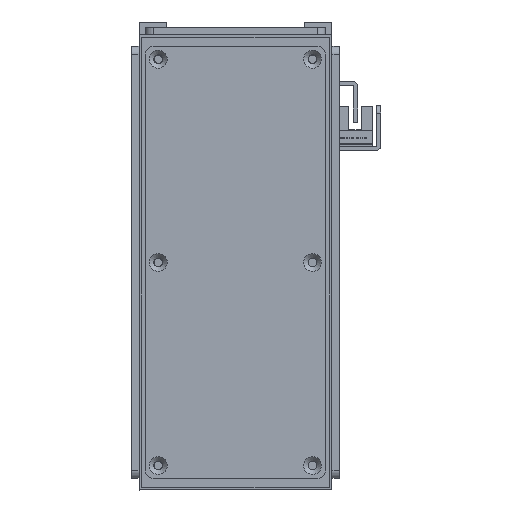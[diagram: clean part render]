
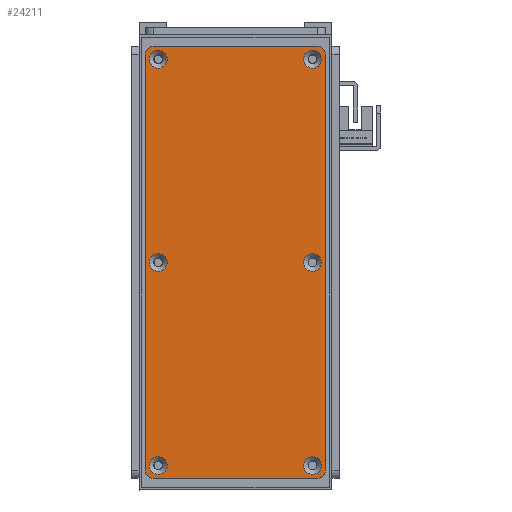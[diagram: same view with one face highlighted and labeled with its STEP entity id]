
A CAD part, left-side view. The second image highlights one B-rep face of the part: STEP entity #24211.
In plain terms, the highlighted face is planar.
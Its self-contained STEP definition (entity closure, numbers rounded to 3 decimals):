
#966=PLANE('',#27094);
#1424=FACE_BOUND('',#4978,.T.);
#1425=FACE_BOUND('',#4979,.T.);
#1426=FACE_BOUND('',#4980,.T.);
#1427=FACE_BOUND('',#4981,.T.);
#1428=FACE_BOUND('',#4982,.T.);
#1429=FACE_BOUND('',#4983,.T.);
#3291=FACE_OUTER_BOUND('',#4977,.T.);
#4977=EDGE_LOOP('',(#22292,#22293,#22294,#22295,#22296,#22297,#22298,#22299));
#4978=EDGE_LOOP('',(#22300));
#4979=EDGE_LOOP('',(#22301));
#4980=EDGE_LOOP('',(#22302));
#4981=EDGE_LOOP('',(#22303));
#4982=EDGE_LOOP('',(#22304));
#4983=EDGE_LOOP('',(#22305));
#6999=LINE('',#41654,#9062);
#7002=LINE('',#41662,#9065);
#7005=LINE('',#41670,#9068);
#7008=LINE('',#41677,#9071);
#9062=VECTOR('',#33872,10.);
#9065=VECTOR('',#33881,10.);
#9068=VECTOR('',#33890,10.);
#9071=VECTOR('',#33899,10.);
#10411=CIRCLE('',#27048,3.45);
#10414=CIRCLE('',#27053,3.45);
#10417=CIRCLE('',#27058,3.45);
#10420=CIRCLE('',#27063,3.45);
#10423=CIRCLE('',#27068,3.45);
#10426=CIRCLE('',#27073,3.45);
#10433=CIRCLE('',#27083,3.);
#10434=CIRCLE('',#27086,3.);
#10435=CIRCLE('',#27089,3.);
#10436=CIRCLE('',#27092,3.);
#12542=VERTEX_POINT('',#41570);
#12545=VERTEX_POINT('',#41580);
#12548=VERTEX_POINT('',#41590);
#12551=VERTEX_POINT('',#41600);
#12554=VERTEX_POINT('',#41610);
#12557=VERTEX_POINT('',#41620);
#12568=VERTEX_POINT('',#41647);
#12569=VERTEX_POINT('',#41649);
#12570=VERTEX_POINT('',#41653);
#12571=VERTEX_POINT('',#41657);
#12572=VERTEX_POINT('',#41661);
#12573=VERTEX_POINT('',#41665);
#12574=VERTEX_POINT('',#41669);
#12575=VERTEX_POINT('',#41673);
#15798=EDGE_CURVE('',#12542,#12542,#10411,.T.);
#15803=EDGE_CURVE('',#12545,#12545,#10414,.T.);
#15808=EDGE_CURVE('',#12548,#12548,#10417,.T.);
#15813=EDGE_CURVE('',#12551,#12551,#10420,.T.);
#15818=EDGE_CURVE('',#12554,#12554,#10423,.T.);
#15823=EDGE_CURVE('',#12557,#12557,#10426,.T.);
#15837=EDGE_CURVE('',#12569,#12568,#10433,.T.);
#15839=EDGE_CURVE('',#12570,#12569,#6999,.T.);
#15841=EDGE_CURVE('',#12571,#12570,#10434,.T.);
#15843=EDGE_CURVE('',#12572,#12571,#7002,.T.);
#15845=EDGE_CURVE('',#12573,#12572,#10435,.T.);
#15847=EDGE_CURVE('',#12574,#12573,#7005,.T.);
#15849=EDGE_CURVE('',#12575,#12574,#10436,.T.);
#15851=EDGE_CURVE('',#12568,#12575,#7008,.T.);
#22292=ORIENTED_EDGE('',*,*,#15851,.T.);
#22293=ORIENTED_EDGE('',*,*,#15849,.T.);
#22294=ORIENTED_EDGE('',*,*,#15847,.T.);
#22295=ORIENTED_EDGE('',*,*,#15845,.T.);
#22296=ORIENTED_EDGE('',*,*,#15843,.T.);
#22297=ORIENTED_EDGE('',*,*,#15841,.T.);
#22298=ORIENTED_EDGE('',*,*,#15839,.T.);
#22299=ORIENTED_EDGE('',*,*,#15837,.T.);
#22300=ORIENTED_EDGE('',*,*,#15798,.T.);
#22301=ORIENTED_EDGE('',*,*,#15803,.T.);
#22302=ORIENTED_EDGE('',*,*,#15808,.T.);
#22303=ORIENTED_EDGE('',*,*,#15813,.T.);
#22304=ORIENTED_EDGE('',*,*,#15818,.T.);
#22305=ORIENTED_EDGE('',*,*,#15823,.T.);
#24211=ADVANCED_FACE('',(#3291,#1424,#1425,#1426,#1427,#1428,#1429),#966,
 .T.);
#27048=AXIS2_PLACEMENT_3D('',#41571,#33780,#33781);
#27053=AXIS2_PLACEMENT_3D('',#41581,#33792,#33793);
#27058=AXIS2_PLACEMENT_3D('',#41591,#33804,#33805);
#27063=AXIS2_PLACEMENT_3D('',#41601,#33816,#33817);
#27068=AXIS2_PLACEMENT_3D('',#41611,#33828,#33829);
#27073=AXIS2_PLACEMENT_3D('',#41621,#33840,#33841);
#27083=AXIS2_PLACEMENT_3D('',#41650,#33867,#33868);
#27086=AXIS2_PLACEMENT_3D('',#41658,#33876,#33877);
#27089=AXIS2_PLACEMENT_3D('',#41666,#33885,#33886);
#27092=AXIS2_PLACEMENT_3D('',#41674,#33894,#33895);
#27094=AXIS2_PLACEMENT_3D('',#41678,#33900,#33901);
#33780=DIRECTION('center_axis',(0.,0.,-1.));
#33781=DIRECTION('ref_axis',(1.,0.,0.));
#33792=DIRECTION('center_axis',(0.,0.,-1.));
#33793=DIRECTION('ref_axis',(1.,0.,0.));
#33804=DIRECTION('center_axis',(0.,0.,-1.));
#33805=DIRECTION('ref_axis',(1.,0.,0.));
#33816=DIRECTION('center_axis',(0.,0.,-1.));
#33817=DIRECTION('ref_axis',(1.,0.,0.));
#33828=DIRECTION('center_axis',(0.,0.,-1.));
#33829=DIRECTION('ref_axis',(1.,0.,0.));
#33840=DIRECTION('center_axis',(0.,0.,-1.));
#33841=DIRECTION('ref_axis',(1.,0.,0.));
#33867=DIRECTION('center_axis',(0.,0.,1.));
#33868=DIRECTION('ref_axis',(-1.,0.,0.));
#33872=DIRECTION('',(0.,1.,0.));
#33876=DIRECTION('center_axis',(0.,0.,1.));
#33877=DIRECTION('ref_axis',(0.,1.,0.));
#33881=DIRECTION('',(1.,0.,0.));
#33885=DIRECTION('center_axis',(0.,0.,1.));
#33886=DIRECTION('ref_axis',(1.,0.,0.));
#33890=DIRECTION('',(0.,-1.,0.));
#33894=DIRECTION('center_axis',(0.,0.,1.));
#33895=DIRECTION('ref_axis',(0.,-1.,0.));
#33899=DIRECTION('',(-1.,0.,0.));
#33900=DIRECTION('center_axis',(0.,0.,1.));
#33901=DIRECTION('ref_axis',(1.,0.,0.));
#41570=CARTESIAN_POINT('',(-3.45,30.,1.5));
#41571=CARTESIAN_POINT('Origin',(0.,30.,1.5));
#41580=CARTESIAN_POINT('',(75.55,-30.,1.5));
#41581=CARTESIAN_POINT('Origin',(79.,-30.,1.5));
#41590=CARTESIAN_POINT('',(-82.45,30.,1.5));
#41591=CARTESIAN_POINT('Origin',(-79.,30.,1.5));
#41600=CARTESIAN_POINT('',(75.55,30.,1.5));
#41601=CARTESIAN_POINT('Origin',(79.,30.,1.5));
#41610=CARTESIAN_POINT('',(-82.45,-30.,1.5));
#41611=CARTESIAN_POINT('Origin',(-79.,-30.,1.5));
#41620=CARTESIAN_POINT('',(-3.45,-30.,1.5));
#41621=CARTESIAN_POINT('Origin',(0.,-30.,1.5));
#41647=CARTESIAN_POINT('',(81.,35.,1.5));
#41649=CARTESIAN_POINT('',(84.,32.,1.5));
#41650=CARTESIAN_POINT('Origin',(81.,32.,1.5));
#41653=CARTESIAN_POINT('',(84.,-32.,1.5));
#41654=CARTESIAN_POINT('',(84.,32.,1.5));
#41657=CARTESIAN_POINT('',(81.,-35.,1.5));
#41658=CARTESIAN_POINT('Origin',(81.,-32.,1.5));
#41661=CARTESIAN_POINT('',(-81.,-35.,1.5));
#41662=CARTESIAN_POINT('',(81.,-35.,1.5));
#41665=CARTESIAN_POINT('',(-84.,-32.,1.5));
#41666=CARTESIAN_POINT('Origin',(-81.,-32.,1.5));
#41669=CARTESIAN_POINT('',(-84.,32.,1.5));
#41670=CARTESIAN_POINT('',(-84.,-32.,1.5));
#41673=CARTESIAN_POINT('',(-81.,35.,1.5));
#41674=CARTESIAN_POINT('Origin',(-81.,32.,1.5));
#41677=CARTESIAN_POINT('',(-81.,35.,1.5));
#41678=CARTESIAN_POINT('Origin',(0.,0.,
1.5));
